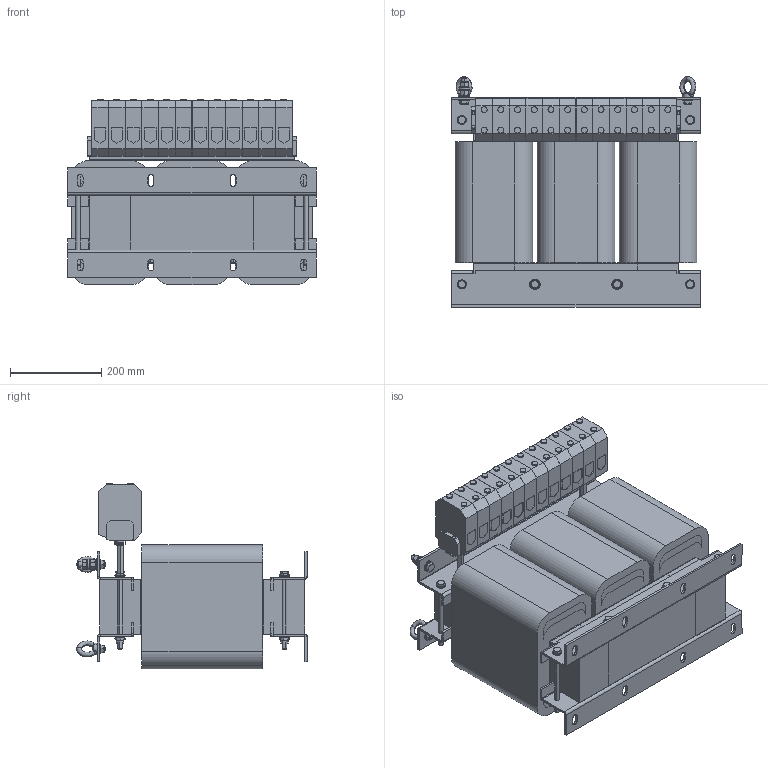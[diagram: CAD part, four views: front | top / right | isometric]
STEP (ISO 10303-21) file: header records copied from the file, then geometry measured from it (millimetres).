
FILE_DESCRIPTION (( 'STEP AP214' ), '1' );
FILE_NAME ('202870.STEP', '2020-05-28T17:56:35', ( '' ), ( '' ), 'SwSTEP 2.0', 'SolidWorks 2018', '' );
FILE_SCHEMA (( 'AUTOMOTIVE_DESIGN' ));
Length unit declared in the file: millimetre
Products named in the file (1): 202870
Bounding box: 545 x 505 x 406.6 mm (x, y, z)
Volume: 52093251.8 mm3; surface area: 2031770.2 mm2
Topology: 1 solids, 1 shells, 1715 faces, 4456 edges, 2816 vertices
Faces by surface type: plane 991, cylinder 378, cone 226, bspline 76, torus 40, sphere 4
Entity records: 58382 total; most frequent: CARTESIAN_POINT 16792, ORIENTED_EDGE 8904, DIRECTION 8314, EDGE_CURVE 4452, AXIS2_PLACEMENT_3D 2858, VERTEX_POINT 2816, LINE 2598, VECTOR 2598
